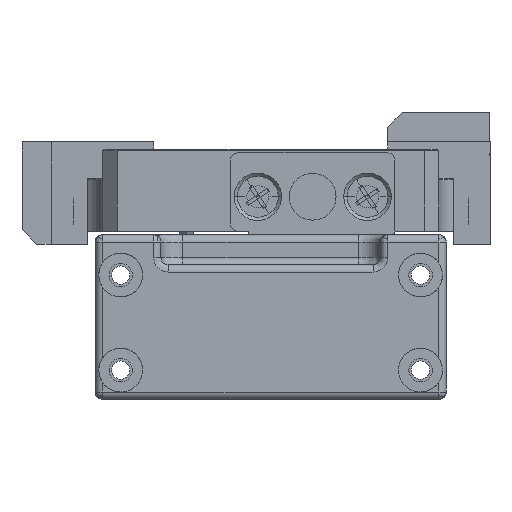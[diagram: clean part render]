
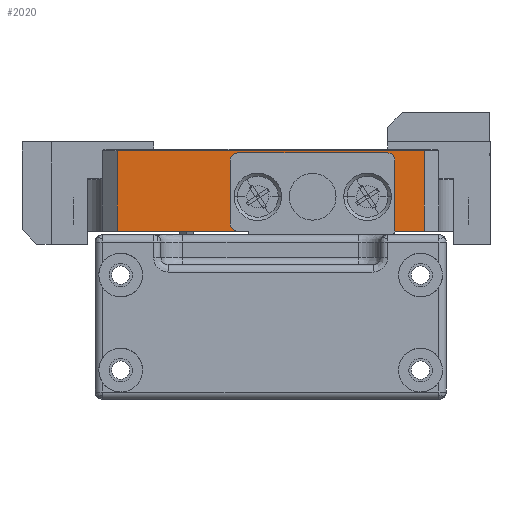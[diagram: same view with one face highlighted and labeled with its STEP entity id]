
A CAD part, front view. The second image highlights one B-rep face of the part: STEP entity #2020.
In plain terms, the highlighted face is planar.
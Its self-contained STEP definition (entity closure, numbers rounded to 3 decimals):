
#59 = EDGE_LOOP ( 'NONE', ( #24408, #18569 ) ) ;
#77 = CARTESIAN_POINT ( 'NONE',  ( -40., 5.5, -1.75 ) ) ;
#180 = ORIENTED_EDGE ( 'NONE', *, *, #29934, .T. ) ;
#640 = EDGE_CURVE ( 'NONE', #29700, #32538, #19714, .T. ) ;
#733 = EDGE_CURVE ( 'NONE', #2755, #24896, #8730, .T. ) ;
#1273 = ORIENTED_EDGE ( 'NONE', *, *, #7277, .F. ) ;
#1511 = VERTEX_POINT ( 'NONE', #18364 ) ;
#1734 = DIRECTION ( 'NONE',  ( 0., 0., 1. ) ) ;
#2020 = ADVANCED_FACE ( 'NONE', ( #4576, #20779, #29707 ), #14399, .T. ) ;
#2100 = LINE ( 'NONE', #23130, #30861 ) ;
#2683 = DIRECTION ( 'NONE',  ( -1., 0., 0. ) ) ;
#2755 = VERTEX_POINT ( 'NONE', #21344 ) ;
#3008 = DIRECTION ( 'NONE',  ( 0., 0., -1. ) ) ;
#3410 = EDGE_LOOP ( 'NONE', ( #18327, #9338, #180, #30451, #7917, #14452, #18168, #11143, #13599, #14466, #29292, #9646 ) ) ;
#3458 = DIRECTION ( 'NONE',  ( -1., 0., 0. ) ) ;
#3814 = EDGE_CURVE ( 'NONE', #32538, #29700, #13523, .T. ) ;
#4138 = EDGE_CURVE ( 'NONE', #12911, #6636, #6984, .T. ) ;
#4187 = CARTESIAN_POINT ( 'NONE',  ( -40., 5.5, 14.5 ) ) ;
#4291 = CARTESIAN_POINT ( 'NONE',  ( -40., 11.8, 21. ) ) ;
#4545 = AXIS2_PLACEMENT_3D ( 'NONE', #11301, #6219, #6326 ) ;
#4576 = FACE_BOUND ( 'NONE', #59, .T. ) ;
#5669 = AXIS2_PLACEMENT_3D ( 'NONE', #77, #2683, #23544 ) ;
#6219 = DIRECTION ( 'NONE',  ( -1., 0., 0. ) ) ;
#6318 = CARTESIAN_POINT ( 'NONE',  ( -40., 9., 2. ) ) ;
#6326 = DIRECTION ( 'NONE',  ( 0., 0., 1. ) ) ;
#6636 = VERTEX_POINT ( 'NONE', #18449 ) ;
#6659 = DIRECTION ( 'NONE',  ( 0., 0., 1. ) ) ;
#6984 = CIRCLE ( 'NONE', #24290, 1.25 ) ;
#7277 = EDGE_CURVE ( 'NONE', #6636, #12911, #13329, .T. ) ;
#7386 = EDGE_CURVE ( 'NONE', #28896, #1511, #22272, .T. ) ;
#7560 = CARTESIAN_POINT ( 'NONE',  ( -40., 5.5, -3. ) ) ;
#7584 = DIRECTION ( 'NONE',  ( 0., 0., 1. ) ) ;
#7917 = ORIENTED_EDGE ( 'NONE', *, *, #7386, .F. ) ;
#8585 = CARTESIAN_POINT ( 'NONE',  ( -40., 0., -3. ) ) ;
#8708 = LINE ( 'NONE', #32022, #31866 ) ;
#8730 = LINE ( 'NONE', #27700, #17265 ) ;
#8999 = AXIS2_PLACEMENT_3D ( 'NONE', #24512, #3458, #1734 ) ;
#9095 = LINE ( 'NONE', #15393, #26190 ) ;
#9262 = LINE ( 'NONE', #12559, #12092 ) ;
#9338 = ORIENTED_EDGE ( 'NONE', *, *, #24103, .T. ) ;
#9646 = ORIENTED_EDGE ( 'NONE', *, *, #11044, .F. ) ;
#9729 = DIRECTION ( 'NONE',  ( 0., 0., -1. ) ) ;
#10663 = CARTESIAN_POINT ( 'NONE',  ( -40., 0.8, 17. ) ) ;
#10861 = CARTESIAN_POINT ( 'NONE',  ( -40., 0.8, -3. ) ) ;
#11044 = EDGE_CURVE ( 'NONE', #14795, #15896, #20480, .T. ) ;
#11143 = ORIENTED_EDGE ( 'NONE', *, *, #32830, .F. ) ;
#11301 = CARTESIAN_POINT ( 'NONE',  ( -40., 5.5, 13.25 ) ) ;
#11506 = VERTEX_POINT ( 'NONE', #28130 ) ;
#11951 = VERTEX_POINT ( 'NONE', #14924 ) ;
#12092 = VECTOR ( 'NONE', #25850, 1000. ) ;
#12190 = CARTESIAN_POINT ( 'NONE',  ( -40., 0., 17. ) ) ;
#12433 = LINE ( 'NONE', #14085, #28665 ) ;
#12559 = CARTESIAN_POINT ( 'NONE',  ( -40., 0., 17. ) ) ;
#12698 = LINE ( 'NONE', #14124, #25702 ) ;
#12802 = CARTESIAN_POINT ( 'NONE',  ( -40., 0., 2. ) ) ;
#12911 = VERTEX_POINT ( 'NONE', #4187 ) ;
#13329 = CIRCLE ( 'NONE', #4545, 1.25 ) ;
#13442 = EDGE_CURVE ( 'NONE', #14795, #15877, #20978, .T. ) ;
#13523 = CIRCLE ( 'NONE', #8999, 1.25 ) ;
#13599 = ORIENTED_EDGE ( 'NONE', *, *, #733, .T. ) ;
#14085 = CARTESIAN_POINT ( 'NONE',  ( -40., 9., 2. ) ) ;
#14100 = EDGE_CURVE ( 'NONE', #1511, #11951, #22141, .T. ) ;
#14124 = CARTESIAN_POINT ( 'NONE',  ( -40., 0., -21. ) ) ;
#14373 = CARTESIAN_POINT ( 'NONE',  ( -40., 0.8, 17. ) ) ;
#14399 = PLANE ( 'NONE',  #23567 ) ;
#14408 = VECTOR ( 'NONE', #16095, 1000. ) ;
#14452 = ORIENTED_EDGE ( 'NONE', *, *, #22365, .F. ) ;
#14466 = ORIENTED_EDGE ( 'NONE', *, *, #25710, .F. ) ;
#14795 = VERTEX_POINT ( 'NONE', #19877 ) ;
#14827 = VECTOR ( 'NONE', #20266, 1000. ) ;
#14924 = CARTESIAN_POINT ( 'NONE',  ( -40., 0.8, -21. ) ) ;
#15393 = CARTESIAN_POINT ( 'NONE',  ( -40., 9., 9.5 ) ) ;
#15877 = VERTEX_POINT ( 'NONE', #4291 ) ;
#15896 = VERTEX_POINT ( 'NONE', #14373 ) ;
#16095 = DIRECTION ( 'NONE',  ( 0., 0., -1. ) ) ;
#16257 = DIRECTION ( 'NONE',  ( 0., -1., 0. ) ) ;
#16864 = CARTESIAN_POINT ( 'NONE',  ( -40., 0., 0. ) ) ;
#17265 = VECTOR ( 'NONE', #32899, 1000. ) ;
#17811 = EDGE_LOOP ( 'NONE', ( #32940, #1273 ) ) ;
#18032 = CARTESIAN_POINT ( 'NONE',  ( -40., 5.5, 13.25 ) ) ;
#18168 = ORIENTED_EDGE ( 'NONE', *, *, #26549, .F. ) ;
#18242 = DIRECTION ( 'NONE',  ( -1., 0., 0. ) ) ;
#18327 = ORIENTED_EDGE ( 'NONE', *, *, #13442, .T. ) ;
#18364 = CARTESIAN_POINT ( 'NONE',  ( -40., 0.8, -3. ) ) ;
#18391 = VERTEX_POINT ( 'NONE', #12802 ) ;
#18449 = CARTESIAN_POINT ( 'NONE',  ( -40., 5.5, 12. ) ) ;
#18569 = ORIENTED_EDGE ( 'NONE', *, *, #640, .F. ) ;
#18767 = VERTEX_POINT ( 'NONE', #6318 ) ;
#19288 = DIRECTION ( 'NONE',  ( 0., -1., 0. ) ) ;
#19714 = CIRCLE ( 'NONE', #5669, 1.25 ) ;
#19877 = CARTESIAN_POINT ( 'NONE',  ( -40., 0.8, 21. ) ) ;
#20266 = DIRECTION ( 'NONE',  ( 0., 0., -1. ) ) ;
#20480 = LINE ( 'NONE', #10663, #27801 ) ;
#20779 = FACE_BOUND ( 'NONE', #17811, .T. ) ;
#20978 = LINE ( 'NONE', #26615, #31521 ) ;
#21344 = CARTESIAN_POINT ( 'NONE',  ( -40., 9., 9.5 ) ) ;
#21700 = CARTESIAN_POINT ( 'NONE',  ( -40., 0., -3. ) ) ;
#21868 = CARTESIAN_POINT ( 'NONE',  ( -40., 0., 9.5 ) ) ;
#22141 = LINE ( 'NONE', #10861, #14408 ) ;
#22272 = LINE ( 'NONE', #8585, #32803 ) ;
#22365 = EDGE_CURVE ( 'NONE', #18391, #28896, #32274, .T. ) ;
#23130 = CARTESIAN_POINT ( 'NONE',  ( -40., 11.8, -21. ) ) ;
#23544 = DIRECTION ( 'NONE',  ( 0., 0., 1. ) ) ;
#23567 = AXIS2_PLACEMENT_3D ( 'NONE', #16864, #29811, #6659 ) ;
#23875 = DIRECTION ( 'NONE',  ( 0., 1., 0. ) ) ;
#24079 = VERTEX_POINT ( 'NONE', #28335 ) ;
#24103 = EDGE_CURVE ( 'NONE', #15877, #24079, #2100, .T. ) ;
#24192 = CARTESIAN_POINT ( 'NONE',  ( -40., 5.5, -0.5 ) ) ;
#24290 = AXIS2_PLACEMENT_3D ( 'NONE', #18032, #18242, #7584 ) ;
#24408 = ORIENTED_EDGE ( 'NONE', *, *, #3814, .F. ) ;
#24512 = CARTESIAN_POINT ( 'NONE',  ( -40., 5.5, -1.75 ) ) ;
#24896 = VERTEX_POINT ( 'NONE', #21868 ) ;
#25702 = VECTOR ( 'NONE', #27404, 1000. ) ;
#25710 = EDGE_CURVE ( 'NONE', #11506, #24896, #9262, .T. ) ;
#25850 = DIRECTION ( 'NONE',  ( 0., 0., -1. ) ) ;
#26190 = VECTOR ( 'NONE', #9729, 1000. ) ;
#26549 = EDGE_CURVE ( 'NONE', #18767, #18391, #12433, .T. ) ;
#26615 = CARTESIAN_POINT ( 'NONE',  ( -40., 0., 21. ) ) ;
#27404 = DIRECTION ( 'NONE',  ( 0., -1., 0. ) ) ;
#27700 = CARTESIAN_POINT ( 'NONE',  ( -40., 9., 9.5 ) ) ;
#27801 = VECTOR ( 'NONE', #3008, 1000. ) ;
#28130 = CARTESIAN_POINT ( 'NONE',  ( -40., 0., 17. ) ) ;
#28335 = CARTESIAN_POINT ( 'NONE',  ( -40., 11.8, -21. ) ) ;
#28665 = VECTOR ( 'NONE', #19288, 1000. ) ;
#28896 = VERTEX_POINT ( 'NONE', #21700 ) ;
#29292 = ORIENTED_EDGE ( 'NONE', *, *, #29361, .F. ) ;
#29361 = EDGE_CURVE ( 'NONE', #15896, #11506, #8708, .T. ) ;
#29700 = VERTEX_POINT ( 'NONE', #7560 ) ;
#29707 = FACE_OUTER_BOUND ( 'NONE', #3410, .T. ) ;
#29811 = DIRECTION ( 'NONE',  ( -1., 0., 0. ) ) ;
#29934 = EDGE_CURVE ( 'NONE', #24079, #11951, #12698, .T. ) ;
#30451 = ORIENTED_EDGE ( 'NONE', *, *, #14100, .F. ) ;
#30861 = VECTOR ( 'NONE', #33318, 1000. ) ;
#31521 = VECTOR ( 'NONE', #23875, 1000. ) ;
#31854 = DIRECTION ( 'NONE',  ( 0., 1., 0. ) ) ;
#31866 = VECTOR ( 'NONE', #16257, 1000. ) ;
#32022 = CARTESIAN_POINT ( 'NONE',  ( -40., 0., 17. ) ) ;
#32274 = LINE ( 'NONE', #12190, #14827 ) ;
#32538 = VERTEX_POINT ( 'NONE', #24192 ) ;
#32803 = VECTOR ( 'NONE', #31854, 1000. ) ;
#32830 = EDGE_CURVE ( 'NONE', #2755, #18767, #9095, .T. ) ;
#32899 = DIRECTION ( 'NONE',  ( 0., -1., 0. ) ) ;
#32940 = ORIENTED_EDGE ( 'NONE', *, *, #4138, .F. ) ;
#33318 = DIRECTION ( 'NONE',  ( 0., 0., -1. ) ) ;
